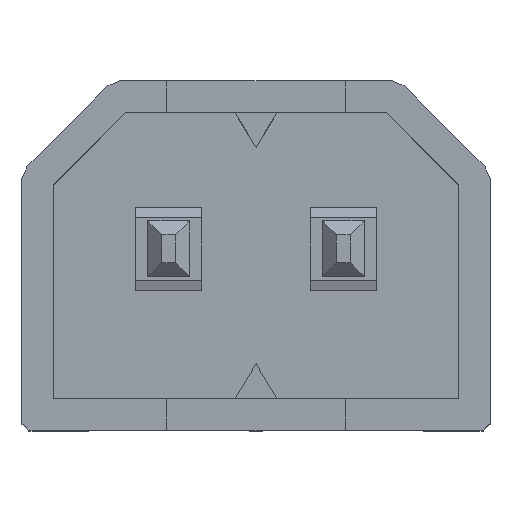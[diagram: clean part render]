
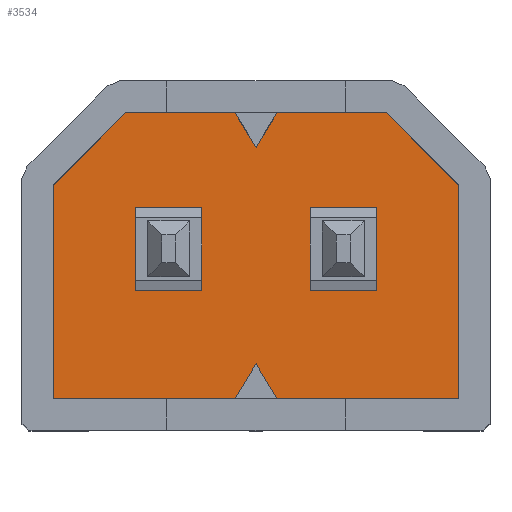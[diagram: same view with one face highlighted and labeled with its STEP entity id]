
A CAD part, top view. The second image highlights one B-rep face of the part: STEP entity #3534.
In plain terms, the highlighted planar face has unit normal (0, 0, 1).
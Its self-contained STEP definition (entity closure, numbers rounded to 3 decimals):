
#133=ORIENTED_EDGE('',*,*,#1151,.T.);
#134=ORIENTED_EDGE('',*,*,#1152,.T.);
#135=ORIENTED_EDGE('',*,*,#1153,.T.);
#136=ORIENTED_EDGE('',*,*,#1154,.T.);
#137=ORIENTED_EDGE('',*,*,#1155,.F.);
#138=ORIENTED_EDGE('',*,*,#1156,.F.);
#139=ORIENTED_EDGE('',*,*,#1157,.F.);
#140=ORIENTED_EDGE('',*,*,#1158,.F.);
#141=ORIENTED_EDGE('',*,*,#1159,.F.);
#142=ORIENTED_EDGE('',*,*,#1160,.F.);
#143=ORIENTED_EDGE('',*,*,#1161,.F.);
#144=ORIENTED_EDGE('',*,*,#1162,.F.);
#145=ORIENTED_EDGE('',*,*,#1163,.F.);
#146=ORIENTED_EDGE('',*,*,#1164,.F.);
#147=ORIENTED_EDGE('',*,*,#1165,.F.);
#148=ORIENTED_EDGE('',*,*,#1166,.F.);
#149=ORIENTED_EDGE('',*,*,#1167,.T.);
#150=ORIENTED_EDGE('',*,*,#1168,.T.);
#151=ORIENTED_EDGE('',*,*,#1169,.T.);
#152=ORIENTED_EDGE('',*,*,#1170,.T.);
#1151=EDGE_CURVE('',#1655,#1656,#1999,.T.);
#1152=EDGE_CURVE('',#1656,#1657,#2000,.T.);
#1153=EDGE_CURVE('',#1657,#1658,#2001,.T.);
#1154=EDGE_CURVE('',#1658,#1655,#2002,.T.);
#1155=EDGE_CURVE('',#1659,#1660,#2003,.T.);
#1156=EDGE_CURVE('',#1661,#1659,#2004,.T.);
#1157=EDGE_CURVE('',#1662,#1661,#2005,.T.);
#1158=EDGE_CURVE('',#1663,#1662,#2006,.T.);
#1159=EDGE_CURVE('',#1664,#1663,#2007,.T.);
#1160=EDGE_CURVE('',#1665,#1664,#2008,.T.);
#1161=EDGE_CURVE('',#1666,#1665,#2009,.T.);
#1162=EDGE_CURVE('',#1667,#1666,#2010,.T.);
#1163=EDGE_CURVE('',#1668,#1667,#2011,.T.);
#1164=EDGE_CURVE('',#1669,#1668,#2012,.T.);
#1165=EDGE_CURVE('',#1670,#1669,#2013,.T.);
#1166=EDGE_CURVE('',#1660,#1670,#2014,.T.);
#1167=EDGE_CURVE('',#1671,#1672,#2015,.T.);
#1168=EDGE_CURVE('',#1672,#1673,#2016,.T.);
#1169=EDGE_CURVE('',#1673,#1674,#2017,.T.);
#1170=EDGE_CURVE('',#1674,#1671,#2018,.T.);
#1655=VERTEX_POINT('',#5003);
#1656=VERTEX_POINT('',#5004);
#1657=VERTEX_POINT('',#5006);
#1658=VERTEX_POINT('',#5008);
#1659=VERTEX_POINT('',#5011);
#1660=VERTEX_POINT('',#5012);
#1661=VERTEX_POINT('',#5014);
#1662=VERTEX_POINT('',#5016);
#1663=VERTEX_POINT('',#5018);
#1664=VERTEX_POINT('',#5020);
#1665=VERTEX_POINT('',#5022);
#1666=VERTEX_POINT('',#5024);
#1667=VERTEX_POINT('',#5026);
#1668=VERTEX_POINT('',#5028);
#1669=VERTEX_POINT('',#5030);
#1670=VERTEX_POINT('',#5032);
#1671=VERTEX_POINT('',#5035);
#1672=VERTEX_POINT('',#5036);
#1673=VERTEX_POINT('',#5038);
#1674=VERTEX_POINT('',#5040);
#1999=LINE('',#5002,#2511);
#2000=LINE('',#5005,#2512);
#2001=LINE('',#5007,#2513);
#2002=LINE('',#5009,#2514);
#2003=LINE('',#5010,#2515);
#2004=LINE('',#5013,#2516);
#2005=LINE('',#5015,#2517);
#2006=LINE('',#5017,#2518);
#2007=LINE('',#5019,#2519);
#2008=LINE('',#5021,#2520);
#2009=LINE('',#5023,#2521);
#2010=LINE('',#5025,#2522);
#2011=LINE('',#5027,#2523);
#2012=LINE('',#5029,#2524);
#2013=LINE('',#5031,#2525);
#2014=LINE('',#5033,#2526);
#2015=LINE('',#5034,#2527);
#2016=LINE('',#5037,#2528);
#2017=LINE('',#5039,#2529);
#2018=LINE('',#5041,#2530);
#2511=VECTOR('',#4045,1000.);
#2512=VECTOR('',#4046,1000.);
#2513=VECTOR('',#4047,1000.);
#2514=VECTOR('',#4048,1000.);
#2515=VECTOR('',#4049,1000.);
#2516=VECTOR('',#4050,1000.);
#2517=VECTOR('',#4051,1000.);
#2518=VECTOR('',#4052,1000.);
#2519=VECTOR('',#4053,1000.);
#2520=VECTOR('',#4054,1000.);
#2521=VECTOR('',#4055,1000.);
#2522=VECTOR('',#4056,1000.);
#2523=VECTOR('',#4057,1000.);
#2524=VECTOR('',#4058,1000.);
#2525=VECTOR('',#4059,1000.);
#2526=VECTOR('',#4060,1000.);
#2527=VECTOR('',#4061,1000.);
#2528=VECTOR('',#4062,1000.);
#2529=VECTOR('',#4063,1000.);
#2530=VECTOR('',#4064,1000.);
#2952=EDGE_LOOP('',(#133,#134,#135,#136));
#2953=EDGE_LOOP('',(#137,#138,#139,#140,#141,#142,#143,#144,#145,#146,#147,
#148));
#2954=EDGE_LOOP('',(#149,#150,#151,#152));
#3150=FACE_BOUND('',#2952,.T.);
#3151=FACE_BOUND('',#2953,.T.);
#3152=FACE_BOUND('',#2954,.T.);
#3348=PLANE('',#3748);
#3534=ADVANCED_FACE('',(#3150,#3151,#3152),#3348,.F.);
#3748=AXIS2_PLACEMENT_3D('',#5001,#4043,#4044);
#4043=DIRECTION('',(0.,0.,-1.));
#4044=DIRECTION('',(-1.,0.,0.));
#4045=DIRECTION('',(1.,0.,0.));
#4046=DIRECTION('',(0.,-1.,0.));
#4047=DIRECTION('',(-1.,0.,0.));
#4048=DIRECTION('',(0.,1.,0.));
#4049=DIRECTION('',(0.514,-0.857,0.));
#4050=DIRECTION('',(1.,0.,0.));
#4051=DIRECTION('',(0.707,0.707,0.));
#4052=DIRECTION('',(0.,1.,0.));
#4053=DIRECTION('',(-1.,0.,0.));
#4054=DIRECTION('',(-0.514,-0.857,0.));
#4055=DIRECTION('',(-0.514,0.857,0.));
#4056=DIRECTION('',(-1.,0.,0.));
#4057=DIRECTION('',(0.,-1.,0.));
#4058=DIRECTION('',(0.707,-0.707,0.));
#4059=DIRECTION('',(1.,0.,0.));
#4060=DIRECTION('',(0.514,0.857,0.));
#4061=DIRECTION('',(1.,0.,0.));
#4062=DIRECTION('',(0.,-1.,0.));
#4063=DIRECTION('',(-1.,0.,0.));
#4064=DIRECTION('',(0.,1.,0.));
#5001=CARTESIAN_POINT('',(0.,0.,-0.5));
#5002=CARTESIAN_POINT('',(-1.725,0.6,-0.5));
#5003=CARTESIAN_POINT('',(-1.725,0.6,-0.5));
#5004=CARTESIAN_POINT('',(-0.775,0.6,-0.5));
#5005=CARTESIAN_POINT('',(-0.775,0.6,-0.5));
#5006=CARTESIAN_POINT('',(-0.775,-0.6,-0.5));
#5007=CARTESIAN_POINT('',(-0.775,-0.6,-0.5));
#5008=CARTESIAN_POINT('',(-1.725,-0.6,-0.5));
#5009=CARTESIAN_POINT('',(-1.725,-0.6,-0.5));
#5010=CARTESIAN_POINT('',(0.64,0.384,-0.5));
#5011=CARTESIAN_POINT('',(-0.3,1.95,-0.5));
#5012=CARTESIAN_POINT('',(0.,1.45,-0.5));
#5013=CARTESIAN_POINT('',(-1.864,1.95,-0.5));
#5014=CARTESIAN_POINT('',(-1.864,1.95,-0.5));
#5015=CARTESIAN_POINT('',(-2.9,0.914,-0.5));
#5016=CARTESIAN_POINT('',(-2.9,0.914,-0.5));
#5017=CARTESIAN_POINT('',(-2.9,-2.15,-0.5));
#5018=CARTESIAN_POINT('',(-2.9,-2.15,-0.5));
#5019=CARTESIAN_POINT('',(2.9,-2.15,-0.5));
#5020=CARTESIAN_POINT('',(-0.3,-2.15,-0.5));
#5021=CARTESIAN_POINT('',(0.728,-0.437,-0.5));
#5022=CARTESIAN_POINT('',(0.,-1.65,-0.5));
#5023=CARTESIAN_POINT('',(-0.728,-0.437,-0.5));
#5024=CARTESIAN_POINT('',(0.3,-2.15,-0.5));
#5025=CARTESIAN_POINT('',(2.9,-2.15,-0.5));
#5026=CARTESIAN_POINT('',(2.9,-2.15,-0.5));
#5027=CARTESIAN_POINT('',(2.9,0.914,-0.5));
#5028=CARTESIAN_POINT('',(2.9,0.914,-0.5));
#5029=CARTESIAN_POINT('',(1.864,1.95,-0.5));
#5030=CARTESIAN_POINT('',(1.864,1.95,-0.5));
#5031=CARTESIAN_POINT('',(-1.864,1.95,-0.5));
#5032=CARTESIAN_POINT('',(0.3,1.95,-0.5));
#5033=CARTESIAN_POINT('',(-0.64,0.384,-0.5));
#5034=CARTESIAN_POINT('',(0.775,0.6,-0.5));
#5035=CARTESIAN_POINT('',(0.775,0.6,-0.5));
#5036=CARTESIAN_POINT('',(1.725,0.6,-0.5));
#5037=CARTESIAN_POINT('',(1.725,0.6,-0.5));
#5038=CARTESIAN_POINT('',(1.725,-0.6,-0.5));
#5039=CARTESIAN_POINT('',(1.725,-0.6,-0.5));
#5040=CARTESIAN_POINT('',(0.775,-0.6,-0.5));
#5041=CARTESIAN_POINT('',(0.775,-0.6,-0.5));
